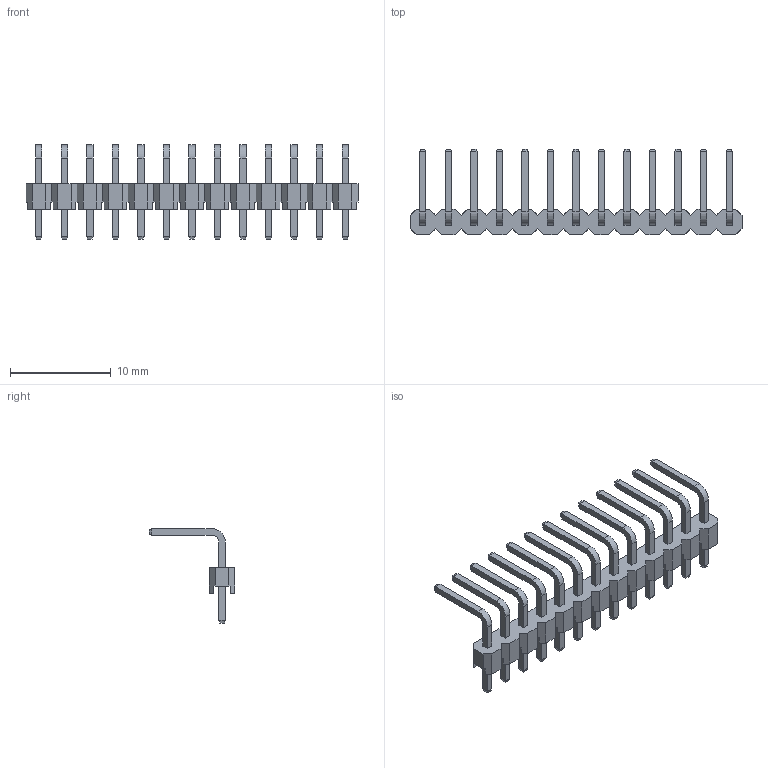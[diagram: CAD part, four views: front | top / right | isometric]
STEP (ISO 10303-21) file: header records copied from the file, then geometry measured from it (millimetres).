
FILE_DESCRIPTION(('STEP AP214'), '1');
FILE_NAME('PLS-RU', '', ('UNSPECIFIED'), ('UNSPECIFIED'), 'ASCON STEP Converter 1.6', 'ASCON Math Kernel', '');
FILE_SCHEMA(('AUTOMOTIVE_DESIGN { 1 0 10303 214 3 1 1}'));
Length unit declared in the file: millimetre
Bounding box: 33.02 x 8.52 x 9.39 mm (x, y, z)
Volume: 223 mm3; surface area: 845.8 mm2
Topology: 1 solids, 1 shells, 420 faces, 1072 edges, 680 vertices
Faces by surface type: plane 394, cylinder 26
Entity records: 15736 total; most frequent: CARTESIAN_POINT 2173, ORIENTED_EDGE 2144, DIRECTION 1966, EDGE_CURVE 1072, LINE 1020, VECTOR 1020, VERTEX_POINT 680, AXIS2_PLACEMENT_3D 473
